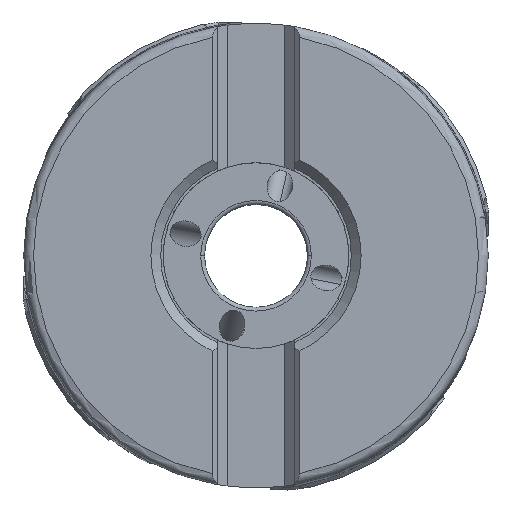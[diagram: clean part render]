
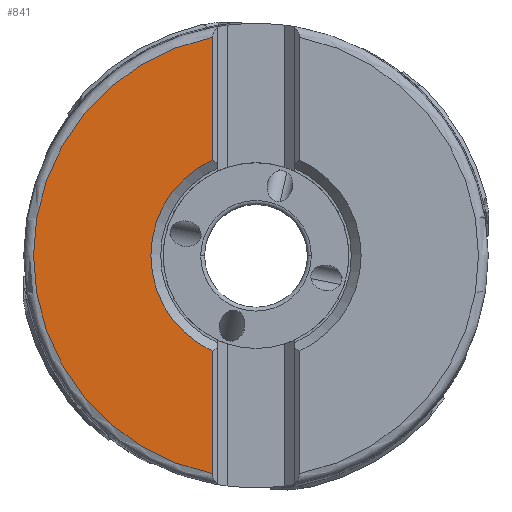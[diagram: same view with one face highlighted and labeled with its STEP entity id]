
A CAD part, top view. The second image highlights one B-rep face of the part: STEP entity #841.
In plain terms, the highlighted planar face has unit normal (0, 0, 1).
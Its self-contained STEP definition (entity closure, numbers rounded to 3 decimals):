
#841=ADVANCED_FACE('',(#1309),#1220,.T.);
#1220=PLANE('',#7358);
#1309=FACE_OUTER_BOUND('',#1669,.T.);
#1669=EDGE_LOOP('',(#2543,#2544,#2545,#2546));
#2071=LINE('',#10308,#2307);
#2072=LINE('',#10312,#2308);
#2307=VECTOR('',#8284,1.);
#2308=VECTOR('',#8287,1.);
#2543=ORIENTED_EDGE('',*,*,#5599,.T.);
#2544=ORIENTED_EDGE('',*,*,#5600,.F.);
#2545=ORIENTED_EDGE('',*,*,#5601,.T.);
#2546=ORIENTED_EDGE('',*,*,#5602,.F.);
#4823=VERTEX_POINT('',#10306);
#4824=VERTEX_POINT('',#10307);
#4825=VERTEX_POINT('',#10309);
#4826=VERTEX_POINT('',#10311);
#5599=EDGE_CURVE('',#4823,#4824,#6739,.T.);
#5600=EDGE_CURVE('',#4825,#4824,#2071,.T.);
#5601=EDGE_CURVE('',#4825,#4826,#6740,.T.);
#5602=EDGE_CURVE('',#4823,#4826,#2072,.T.);
#6739=CIRCLE('',#7356,22.813);
#6740=CIRCLE('',#7357,10.775);
#7356=AXIS2_PLACEMENT_3D('',#10305,#8282,#8283);
#7357=AXIS2_PLACEMENT_3D('',#10310,#8285,#8286);
#7358=AXIS2_PLACEMENT_3D('',#10313,#8288,#8289);
#8282=DIRECTION('',(0.,0.,1.));
#8283=DIRECTION('',(-0.196,0.981,0.));
#8284=DIRECTION('',(0.,-1.,0.));
#8285=DIRECTION('',(0.,0.,-1.));
#8286=DIRECTION('',(-0.415,-0.91,0.));
#8287=DIRECTION('',(0.,-1.,0.));
#8288=DIRECTION('',(0.,0.,1.));
#8289=DIRECTION('',(1.,0.,0.));
#10305=CARTESIAN_POINT('',(0.,0.,0.));
#10306=CARTESIAN_POINT('',(-4.47,22.37,0.));
#10307=CARTESIAN_POINT('',(-4.47,-22.37,0.));
#10308=CARTESIAN_POINT('',(-4.47,-9.804,0.));
#10309=CARTESIAN_POINT('',(-4.47,-9.804,0.));
#10310=CARTESIAN_POINT('',(0.,0.,0.));
#10311=CARTESIAN_POINT('',(-4.47,9.804,0.));
#10312=CARTESIAN_POINT('',(-4.47,22.37,0.));
#10313=CARTESIAN_POINT('',(13.716,0.,0.));
